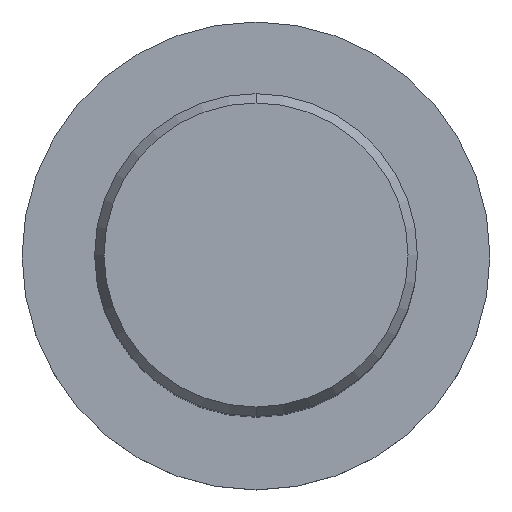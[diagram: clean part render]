
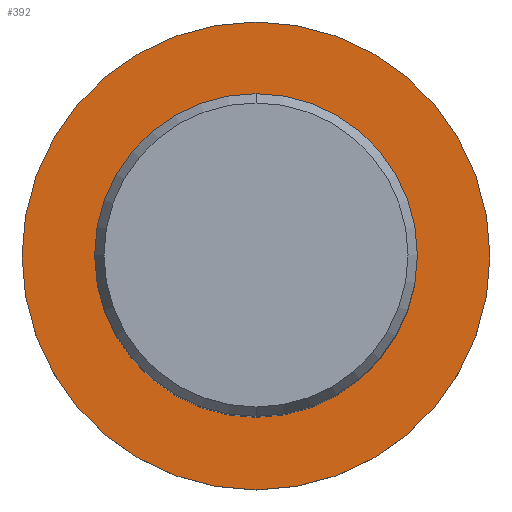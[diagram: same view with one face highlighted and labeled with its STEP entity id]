
A CAD part, top view. The second image highlights one B-rep face of the part: STEP entity #392.
In plain terms, the highlighted planar face has unit normal (0, 0, 1).
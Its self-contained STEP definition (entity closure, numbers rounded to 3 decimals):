
#212=VERTEX_POINT('',#549);
#216=VERTEX_POINT('',#554);
#234=VERTEX_POINT('',#573);
#238=EDGE_CURVE('',#212,#234,#577,.T.);
#392=ADVANCED_FACE('',(#744,#745),#746,.T.);
#398=VERTEX_POINT('',#753);
#452=EDGE_CURVE('',#234,#212,#813,.T.);
#468=EDGE_CURVE('',#216,#398,#829,.T.);
#496=EDGE_CURVE('',#398,#216,#859,.T.);
#549=CARTESIAN_POINT('',(0.,-29.0,-70.0));
#554=CARTESIAN_POINT('',(0.,-20.0,-70.0));
#573=CARTESIAN_POINT('',(0.0,29.0,-70.0));
#577=CIRCLE('',#1023,29.0);
#744=FACE_BOUND('',#1383,.T.);
#745=FACE_OUTER_BOUND('',#1384,.T.);
#746=PLANE('',#1385);
#753=CARTESIAN_POINT('',(0.0,20.0,-70.0));
#813=CIRCLE('',#1519,29.0);
#829=CIRCLE('',#1552,20.0);
#859=CIRCLE('',#1591,20.0);
#1023=AXIS2_PLACEMENT_3D('',#1671,#1672,#1673);
#1383=EDGE_LOOP('',(#1841,#1842));
#1384=EDGE_LOOP('',(#1843,#1844));
#1385=AXIS2_PLACEMENT_3D('',#1845,#1846,#1847);
#1519=AXIS2_PLACEMENT_3D('',#1925,#1926,#1927);
#1552=AXIS2_PLACEMENT_3D('',#1941,#1942,#1943);
#1591=AXIS2_PLACEMENT_3D('',#1980,#1981,#1982);
#1671=CARTESIAN_POINT('',(0.0,0.0,-70.0));
#1672=DIRECTION('',(0.0,0.0,-1.0));
#1673=DIRECTION('',(0.0,1.0,0.0));
#1841=ORIENTED_EDGE('',*,*,#496,.T.);
#1842=ORIENTED_EDGE('',*,*,#468,.T.);
#1843=ORIENTED_EDGE('',*,*,#452,.F.);
#1844=ORIENTED_EDGE('',*,*,#238,.F.);
#1845=CARTESIAN_POINT('',(0.0,14.5,-70.0));
#1846=DIRECTION('',(-0.0,0.0,1.0));
#1847=DIRECTION('',(0.0,-1.0,0.0));
#1925=CARTESIAN_POINT('',(0.0,0.0,-70.0));
#1926=DIRECTION('',(0.0,0.0,-1.0));
#1927=DIRECTION('',(0.0,1.0,0.0));
#1941=CARTESIAN_POINT('',(0.0,0.0,-70.0));
#1942=DIRECTION('',(-0.0,0.0,-1.0));
#1943=DIRECTION('',(0.0,1.0,0.0));
#1980=CARTESIAN_POINT('',(0.0,0.0,-70.0));
#1981=DIRECTION('',(-0.0,0.0,-1.0));
#1982=DIRECTION('',(0.0,1.0,0.0));
